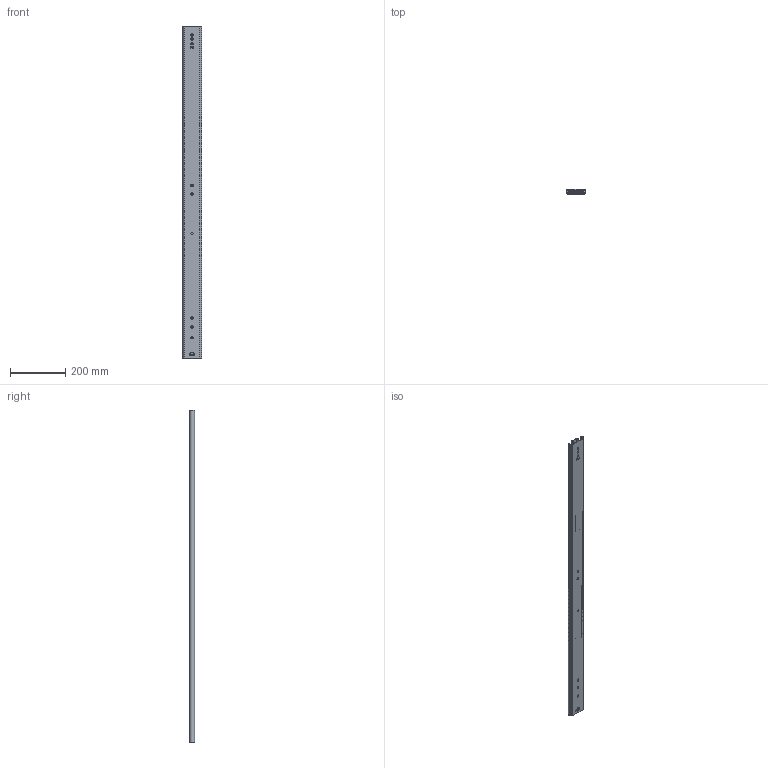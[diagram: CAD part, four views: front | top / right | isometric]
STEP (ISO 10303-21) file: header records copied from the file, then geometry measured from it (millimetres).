
FILE_DESCRIPTION((''),'2;1');
FILE_NAME('101-S32_ASM','2015-05-13T',('w.jans'),(''),'PRO/ENGINEER BY PARAMETRIC TECHNOLOGY CORPORATION, 2003450','PRO/ENGINEER BY PARAMETRIC TECHNOLOGY CORPORATION, 2003450','');
FILE_SCHEMA(('CONFIG_CONTROL_DESIGN'));
Length unit declared in the file: millimetre
Products named in the file (14): 101-S32-SKEL; 511-01-S32-TA1; 511-01-S32-TA1_ASM; 515-4XX-01-S32; 911-073; 515-4XX-01-S32_ASM; 512-01-S32-TA2; 512-01-S32-TA2_ASM; 515-5XX-01-S32; 911-078; 515-5XX-01-S32_ASM; 513-01-S32-T3; 513-01-S32-T3_ASM; 101-S32_ASM
Assembly tree (137 placements, depth 3):
  101-S32_ASM
    101-S32-SKEL
    511-01-S32-TA1_ASM
      511-01-S32-TA1
    515-4XX-01-S32_ASM
      515-4XX-01-S32
      911-073  x62
    512-01-S32-TA2_ASM
      512-01-S32-TA2
    515-5XX-01-S32_ASM
      515-5XX-01-S32
      911-078  x64
    513-01-S32-T3_ASM
      513-01-S32-T3
Bounding box: 70.85 x 18.4 x 1200 mm (x, y, z)
Volume: 610006.8 mm3; surface area: 740266.9 mm2
Topology: 131 solids, 131 shells, 2211 faces, 6512 edges, 4041 vertices
Faces by surface type: plane 1064, cylinder 845, sphere 253, cone 49
Entity records: 69352 total; most frequent: CARTESIAN_POINT 14331, DIRECTION 11679, ORIENTED_EDGE 11518, EDGE_CURVE 5759, AXIS2_PLACEMENT_3D 3902, VECTOR 3875, LINE 3875, VERTEX_POINT 3793
